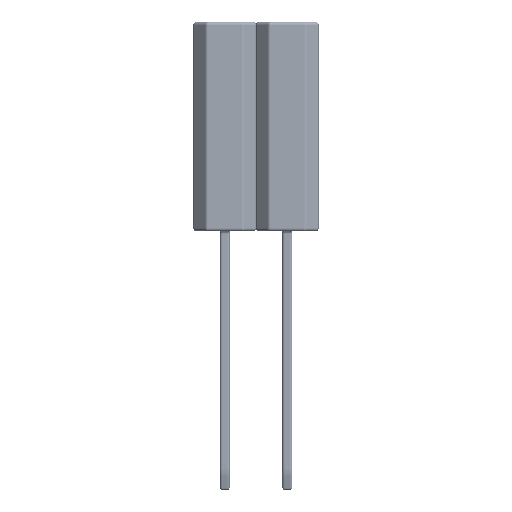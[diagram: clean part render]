
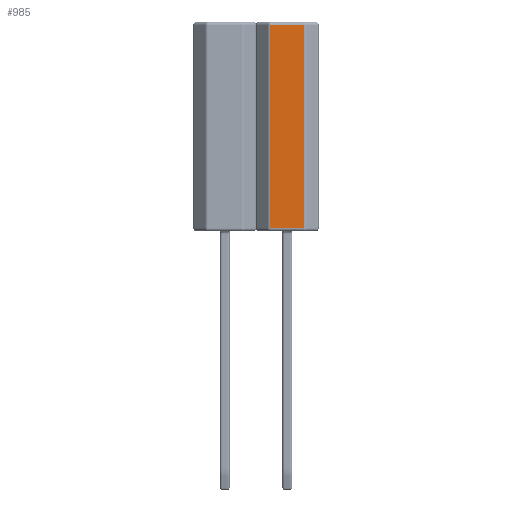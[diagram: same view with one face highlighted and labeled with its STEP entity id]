
A CAD part, left-side view. The second image highlights one B-rep face of the part: STEP entity #985.
In plain terms, the highlighted planar face has unit normal (-1, 0, 0).
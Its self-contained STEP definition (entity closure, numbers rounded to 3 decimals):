
#327 = CYLINDRICAL_SURFACE('',#328,0.125);
#328 = AXIS2_PLACEMENT_3D('',#329,#330,#331);
#329 = CARTESIAN_POINT('',(-1.145,0.692,0.));
#330 = DIRECTION('',(0.,0.,1.));
#331 = DIRECTION('',(-0.707,0.707,0.));
#432 = VERTEX_POINT('',#433);
#433 = CARTESIAN_POINT('',(-1.27,0.692,0.125));
#460 = EDGE_CURVE('',#432,#461,#463,.T.);
#461 = VERTEX_POINT('',#462);
#462 = CARTESIAN_POINT('',(-1.27,0.692,8.375));
#463 = SURFACE_CURVE('',#464,(#468,#475),.PCURVE_S1.);
#464 = LINE('',#465,#466);
#465 = CARTESIAN_POINT('',(-1.27,0.692,0.));
#466 = VECTOR('',#467,1.);
#467 = DIRECTION('',(0.,0.,1.));
#468 = PCURVE('',#327,#469);
#469 = DEFINITIONAL_REPRESENTATION('',(#470),#474);
#470 = LINE('',#471,#472);
#471 = CARTESIAN_POINT('',(0.785,0.));
#472 = VECTOR('',#473,1.);
#473 = DIRECTION('',(0.,1.));
#474 = ( GEOMETRIC_REPRESENTATION_CONTEXT(2) 
PARAMETRIC_REPRESENTATION_CONTEXT() REPRESENTATION_CONTEXT('2D SPACE',''
  ) );
#475 = PCURVE('',#476,#481);
#476 = PLANE('',#477);
#477 = AXIS2_PLACEMENT_3D('',#478,#479,#480);
#478 = CARTESIAN_POINT('',(-1.27,-0.744,0.));
#479 = DIRECTION('',(-1.,0.,0.));
#480 = DIRECTION('',(0.,1.,0.));
#481 = DEFINITIONAL_REPRESENTATION('',(#482),#486);
#482 = LINE('',#483,#484);
#483 = CARTESIAN_POINT('',(1.436,0.));
#484 = VECTOR('',#485,1.);
#485 = DIRECTION('',(0.,-1.));
#486 = ( GEOMETRIC_REPRESENTATION_CONTEXT(2) 
PARAMETRIC_REPRESENTATION_CONTEXT() REPRESENTATION_CONTEXT('2D SPACE',''
  ) );
#690 = CYLINDRICAL_SURFACE('',#691,0.125);
#691 = AXIS2_PLACEMENT_3D('',#692,#693,#694);
#692 = CARTESIAN_POINT('',(-1.145,-0.744,8.375));
#693 = DIRECTION('',(0.,1.,0.));
#694 = DIRECTION('',(-1.,0.,0.));
#972 = CYLINDRICAL_SURFACE('',#973,0.125);
#973 = AXIS2_PLACEMENT_3D('',#974,#975,#976);
#974 = CARTESIAN_POINT('',(-1.145,-0.744,0.125));
#975 = DIRECTION('',(0.,1.,0.));
#976 = DIRECTION('',(-1.,0.,0.));
#985 = ADVANCED_FACE('',(#986),#476,.T.);
#986 = FACE_BOUND('',#987,.T.);
#987 = EDGE_LOOP('',(#988,#1011,#1012,#1035));
#988 = ORIENTED_EDGE('',*,*,#989,.T.);
#989 = EDGE_CURVE('',#990,#461,#992,.T.);
#990 = VERTEX_POINT('',#991);
#991 = CARTESIAN_POINT('',(-1.27,-0.692,8.375));
#992 = SURFACE_CURVE('',#993,(#997,#1004),.PCURVE_S1.);
#993 = LINE('',#994,#995);
#994 = CARTESIAN_POINT('',(-1.27,-0.744,8.375));
#995 = VECTOR('',#996,1.);
#996 = DIRECTION('',(0.,1.,0.));
#997 = PCURVE('',#476,#998);
#998 = DEFINITIONAL_REPRESENTATION('',(#999),#1003);
#999 = LINE('',#1000,#1001);
#1000 = CARTESIAN_POINT('',(0.,-8.375));
#1001 = VECTOR('',#1002,1.);
#1002 = DIRECTION('',(1.,0.));
#1003 = ( GEOMETRIC_REPRESENTATION_CONTEXT(2) 
PARAMETRIC_REPRESENTATION_CONTEXT() REPRESENTATION_CONTEXT('2D SPACE',''
  ) );
#1004 = PCURVE('',#690,#1005);
#1005 = DEFINITIONAL_REPRESENTATION('',(#1006),#1010);
#1006 = LINE('',#1007,#1008);
#1007 = CARTESIAN_POINT('',(0.,0.));
#1008 = VECTOR('',#1009,1.);
#1009 = DIRECTION('',(0.,1.));
#1010 = ( GEOMETRIC_REPRESENTATION_CONTEXT(2) 
PARAMETRIC_REPRESENTATION_CONTEXT() REPRESENTATION_CONTEXT('2D SPACE',''
  ) );
#1011 = ORIENTED_EDGE('',*,*,#460,.F.);
#1012 = ORIENTED_EDGE('',*,*,#1013,.F.);
#1013 = EDGE_CURVE('',#1014,#432,#1016,.T.);
#1014 = VERTEX_POINT('',#1015);
#1015 = CARTESIAN_POINT('',(-1.27,-0.692,0.125));
#1016 = SURFACE_CURVE('',#1017,(#1021,#1028),.PCURVE_S1.);
#1017 = LINE('',#1018,#1019);
#1018 = CARTESIAN_POINT('',(-1.27,-0.744,0.125));
#1019 = VECTOR('',#1020,1.);
#1020 = DIRECTION('',(0.,1.,0.));
#1021 = PCURVE('',#476,#1022);
#1022 = DEFINITIONAL_REPRESENTATION('',(#1023),#1027);
#1023 = LINE('',#1024,#1025);
#1024 = CARTESIAN_POINT('',(0.,-0.125));
#1025 = VECTOR('',#1026,1.);
#1026 = DIRECTION('',(1.,0.));
#1027 = ( GEOMETRIC_REPRESENTATION_CONTEXT(2) 
PARAMETRIC_REPRESENTATION_CONTEXT() REPRESENTATION_CONTEXT('2D SPACE',''
  ) );
#1028 = PCURVE('',#972,#1029);
#1029 = DEFINITIONAL_REPRESENTATION('',(#1030),#1034);
#1030 = LINE('',#1031,#1032);
#1031 = CARTESIAN_POINT('',(-0.,0.));
#1032 = VECTOR('',#1033,1.);
#1033 = DIRECTION('',(-0.,1.));
#1034 = ( GEOMETRIC_REPRESENTATION_CONTEXT(2) 
PARAMETRIC_REPRESENTATION_CONTEXT() REPRESENTATION_CONTEXT('2D SPACE',''
  ) );
#1035 = ORIENTED_EDGE('',*,*,#1036,.T.);
#1036 = EDGE_CURVE('',#1014,#990,#1037,.T.);
#1037 = SURFACE_CURVE('',#1038,(#1042,#1049),.PCURVE_S1.);
#1038 = LINE('',#1039,#1040);
#1039 = CARTESIAN_POINT('',(-1.27,-0.692,0.));
#1040 = VECTOR('',#1041,1.);
#1041 = DIRECTION('',(0.,0.,1.));
#1042 = PCURVE('',#476,#1043);
#1043 = DEFINITIONAL_REPRESENTATION('',(#1044),#1048);
#1044 = LINE('',#1045,#1046);
#1045 = CARTESIAN_POINT('',(0.052,0.));
#1046 = VECTOR('',#1047,1.);
#1047 = DIRECTION('',(0.,-1.));
#1048 = ( GEOMETRIC_REPRESENTATION_CONTEXT(2) 
PARAMETRIC_REPRESENTATION_CONTEXT() REPRESENTATION_CONTEXT('2D SPACE',''
  ) );
#1049 = PCURVE('',#1050,#1055);
#1050 = CYLINDRICAL_SURFACE('',#1051,0.125);
#1051 = AXIS2_PLACEMENT_3D('',#1052,#1053,#1054);
#1052 = CARTESIAN_POINT('',(-1.145,-0.692,0.));
#1053 = DIRECTION('',(0.,0.,1.));
#1054 = DIRECTION('',(-1.,0.,0.));
#1055 = DEFINITIONAL_REPRESENTATION('',(#1056),#1060);
#1056 = LINE('',#1057,#1058);
#1057 = CARTESIAN_POINT('',(0.,0.));
#1058 = VECTOR('',#1059,1.);
#1059 = DIRECTION('',(0.,1.));
#1060 = ( GEOMETRIC_REPRESENTATION_CONTEXT(2) 
PARAMETRIC_REPRESENTATION_CONTEXT() REPRESENTATION_CONTEXT('2D SPACE',''
  ) );
